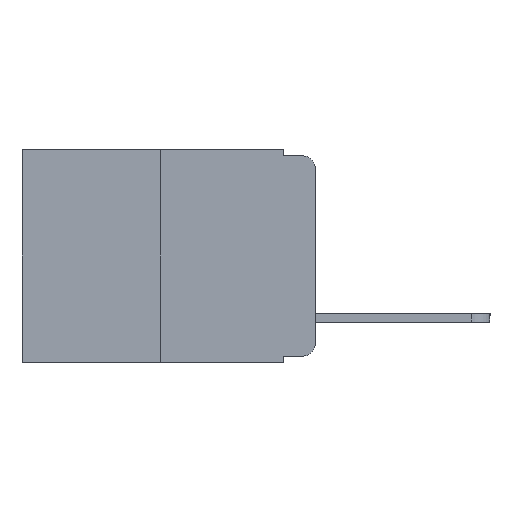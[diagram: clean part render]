
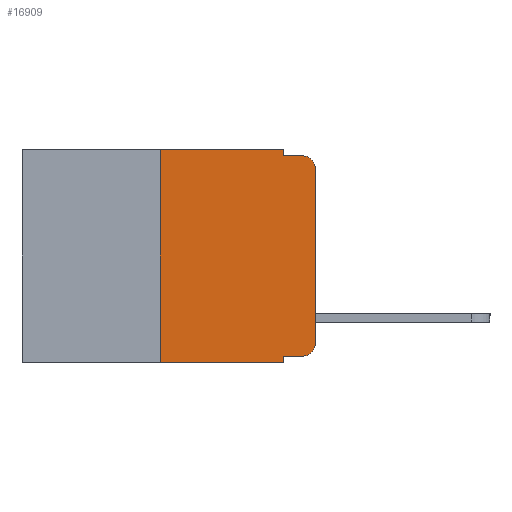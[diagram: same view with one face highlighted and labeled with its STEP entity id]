
A CAD part, left-side view. The second image highlights one B-rep face of the part: STEP entity #16909.
In plain terms, the highlighted planar face has unit normal (-1, 0, 0).
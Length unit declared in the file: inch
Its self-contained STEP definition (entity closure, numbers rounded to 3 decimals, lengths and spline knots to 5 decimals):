
#25 = CARTESIAN_POINT ( 'NONE',  ( 0., 0., 0. ) ) ;
#419 = CARTESIAN_POINT ( 'NONE',  ( 0., 0.25, 0. ) ) ;
#503 = VECTOR ( 'NONE', #11770, 39.37008 ) ;
#582 = ORIENTED_EDGE ( 'NONE', *, *, #799, .T. ) ;
#799 = EDGE_CURVE ( 'NONE', #14562, #3890, #16315, .T. ) ;
#992 = EDGE_CURVE ( 'NONE', #16411, #17861, #16769, .T. ) ;
#1082 = VERTEX_POINT ( 'NONE', #15683 ) ;
#1300 = CARTESIAN_POINT ( 'NONE',  ( 0., 0.051, 0. ) ) ;
#1459 = CIRCLE ( 'NONE', #3805, 0.02 ) ;
#2043 = CARTESIAN_POINT ( 'NONE',  ( 0., 0.473, 0. ) ) ;
#2062 = VERTEX_POINT ( 'NONE', #18346 ) ;
#2495 = LINE ( 'NONE', #16196, #7020 ) ;
#2587 = CARTESIAN_POINT ( 'NONE',  ( 0., 0.051, -0.01 ) ) ;
#2665 = ORIENTED_EDGE ( 'NONE', *, *, #18018, .T. ) ;
#3069 = VECTOR ( 'NONE', #10959, 39.37008 ) ;
#3370 = VECTOR ( 'NONE', #4031, 39.37008 ) ;
#3512 = DIRECTION ( 'NONE',  ( 0., 0., -1. ) ) ;
#3661 = AXIS2_PLACEMENT_3D ( 'NONE', #2043, #12396, #3512 ) ;
#3793 = LINE ( 'NONE', #4517, #18740 ) ;
#3805 = AXIS2_PLACEMENT_3D ( 'NONE', #17330, #8762, #18730 ) ;
#3818 = ORIENTED_EDGE ( 'NONE', *, *, #992, .T. ) ;
#3890 = VERTEX_POINT ( 'NONE', #15543 ) ;
#4031 = DIRECTION ( 'NONE',  ( 0., -1., 0. ) ) ;
#4291 = VECTOR ( 'NONE', #6139, 39.37008 ) ;
#4305 = ORIENTED_EDGE ( 'NONE', *, *, #14275, .F. ) ;
#4360 = CARTESIAN_POINT ( 'NONE',  ( 0., 0.25, -0.343 ) ) ;
#4479 = EDGE_CURVE ( 'NONE', #16160, #6037, #2495, .T. ) ;
#4517 = CARTESIAN_POINT ( 'NONE',  ( 0., 0.051, 0. ) ) ;
#5275 = VERTEX_POINT ( 'NONE', #13995 ) ;
#5763 = ORIENTED_EDGE ( 'NONE', *, *, #7925, .F. ) ;
#6037 = VERTEX_POINT ( 'NONE', #419 ) ;
#6139 = DIRECTION ( 'NONE',  ( 0., 0., 1. ) ) ;
#6509 = CARTESIAN_POINT ( 'NONE',  ( 0., 0.473, -0.343 ) ) ;
#6514 = EDGE_LOOP ( 'NONE', ( #11247, #3818, #4305, #12621, #5763, #13514, #2665, #11041, #582, #8531 ) ) ;
#6957 = CARTESIAN_POINT ( 'NONE',  ( 0., 0.473, 0. ) ) ;
#7020 = VECTOR ( 'NONE', #16615, 39.37008 ) ;
#7925 = EDGE_CURVE ( 'NONE', #6037, #12389, #15684, .T. ) ;
#8303 = FACE_OUTER_BOUND ( 'NONE', #6514, .T. ) ;
#8484 = VECTOR ( 'NONE', #16978, 39.37008 ) ;
#8531 = ORIENTED_EDGE ( 'NONE', *, *, #18358, .T. ) ;
#8762 = DIRECTION ( 'NONE',  ( -1., 0., 0. ) ) ;
#8902 = LINE ( 'NONE', #10316, #503 ) ;
#9577 = DIRECTION ( 'NONE',  ( -1., 0., 0. ) ) ;
#10316 = CARTESIAN_POINT ( 'NONE',  ( 0., 0.051, 0. ) ) ;
#10627 = DIRECTION ( 'NONE',  ( 0., -1., 0. ) ) ;
#10959 = DIRECTION ( 'NONE',  ( 0., -1., 0. ) ) ;
#11041 = ORIENTED_EDGE ( 'NONE', *, *, #18391, .F. ) ;
#11247 = ORIENTED_EDGE ( 'NONE', *, *, #17354, .T. ) ;
#11275 = LINE ( 'NONE', #2587, #3370 ) ;
#11770 = DIRECTION ( 'NONE',  ( 0., 0., -1. ) ) ;
#12100 = VECTOR ( 'NONE', #10627, 39.37008 ) ;
#12164 = LINE ( 'NONE', #25, #4291 ) ;
#12389 = VERTEX_POINT ( 'NONE', #1300 ) ;
#12396 = DIRECTION ( 'NONE',  ( 1., 0., 0. ) ) ;
#12621 = ORIENTED_EDGE ( 'NONE', *, *, #15539, .F. ) ;
#13514 = ORIENTED_EDGE ( 'NONE', *, *, #4479, .F. ) ;
#13606 = CARTESIAN_POINT ( 'NONE',  ( 0., 0.051, -0.333 ) ) ;
#13995 = CARTESIAN_POINT ( 'NONE',  ( 0., 0.051, -0.343 ) ) ;
#14275 = EDGE_CURVE ( 'NONE', #1082, #17861, #11275, .T. ) ;
#14562 = VERTEX_POINT ( 'NONE', #13606 ) ;
#14881 = CARTESIAN_POINT ( 'NONE',  ( 0., 0.02, -0.01 ) ) ;
#15273 = CARTESIAN_POINT ( 'NONE',  ( 0., 0., -0.03 ) ) ;
#15539 = EDGE_CURVE ( 'NONE', #12389, #1082, #3793, .T. ) ;
#15543 = CARTESIAN_POINT ( 'NONE',  ( 0., 0.02, -0.333 ) ) ;
#15550 = CARTESIAN_POINT ( 'NONE',  ( 0., 0.051, -0.333 ) ) ;
#15683 = CARTESIAN_POINT ( 'NONE',  ( 0., 0.051, -0.01 ) ) ;
#15684 = LINE ( 'NONE', #6957, #8484 ) ;
#16160 = VERTEX_POINT ( 'NONE', #4360 ) ;
#16173 = DIRECTION ( 'NONE',  ( 0., 0., -1. ) ) ;
#16196 = CARTESIAN_POINT ( 'NONE',  ( 0., 0.25, 0. ) ) ;
#16315 = LINE ( 'NONE', #15550, #12100 ) ;
#16406 = DIRECTION ( 'NONE',  ( 0., 0., -1. ) ) ;
#16411 = VERTEX_POINT ( 'NONE', #15273 ) ;
#16615 = DIRECTION ( 'NONE',  ( 0., 0., 1. ) ) ;
#16769 = CIRCLE ( 'NONE', #18211, 0.02 ) ;
#16909 = ADVANCED_FACE ( 'NONE', ( #8303 ), #17989, .F. ) ;
#16968 = CARTESIAN_POINT ( 'NONE',  ( 0., 0.02, -0.03 ) ) ;
#16978 = DIRECTION ( 'NONE',  ( 0., -1., 0. ) ) ;
#17330 = CARTESIAN_POINT ( 'NONE',  ( 0., 0.02, -0.313 ) ) ;
#17354 = EDGE_CURVE ( 'NONE', #2062, #16411, #12164, .T. ) ;
#17861 = VERTEX_POINT ( 'NONE', #14881 ) ;
#17989 = PLANE ( 'NONE',  #3661 ) ;
#18018 = EDGE_CURVE ( 'NONE', #16160, #5275, #18501, .T. ) ;
#18211 = AXIS2_PLACEMENT_3D ( 'NONE', #16968, #9577, #16406 ) ;
#18346 = CARTESIAN_POINT ( 'NONE',  ( 0., 0., -0.313 ) ) ;
#18358 = EDGE_CURVE ( 'NONE', #3890, #2062, #1459, .T. ) ;
#18391 = EDGE_CURVE ( 'NONE', #14562, #5275, #8902, .T. ) ;
#18501 = LINE ( 'NONE', #6509, #3069 ) ;
#18730 = DIRECTION ( 'NONE',  ( 0., 0., -1. ) ) ;
#18740 = VECTOR ( 'NONE', #16173, 39.37008 ) ;
